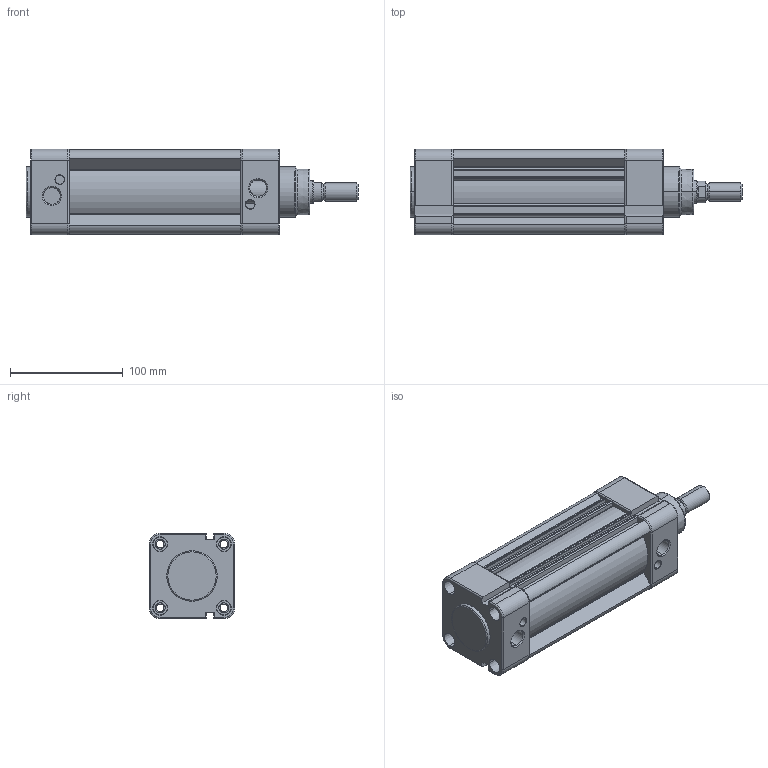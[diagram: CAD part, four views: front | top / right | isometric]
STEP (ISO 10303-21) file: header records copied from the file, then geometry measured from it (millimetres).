
FILE_DESCRIPTION (( 'STEP AP214' ), '1' );
FILE_NAME ('DMCA063-0100.STEP', '2020-08-27T07:09:53', ( '' ), ( '' ), 'SwSTEP 2.0', 'SolidWorks 2020', '' );
FILE_SCHEMA (( 'AUTOMOTIVE_DESIGN' ));
Length unit declared in the file: millimetre
Products named in the file (1): DMCA063-0100
Bounding box: 294.7 x 76 x 76 mm (x, y, z)
Surface area: 120579.2 mm2 (no closed solid volume)
Topology: 0 solids, 5 shells, 246 faces, 715 edges, 470 vertices
Faces by surface type: cylinder 97, plane 83, cone 38, torus 28
Entity records: 11318 total; most frequent: CARTESIAN_POINT 1892, DIRECTION 1491, ORIENTED_EDGE 1314, EDGE_CURVE 715, AXIS2_PLACEMENT_3D 561, VERTEX_POINT 470, VECTOR 369, LINE 369
